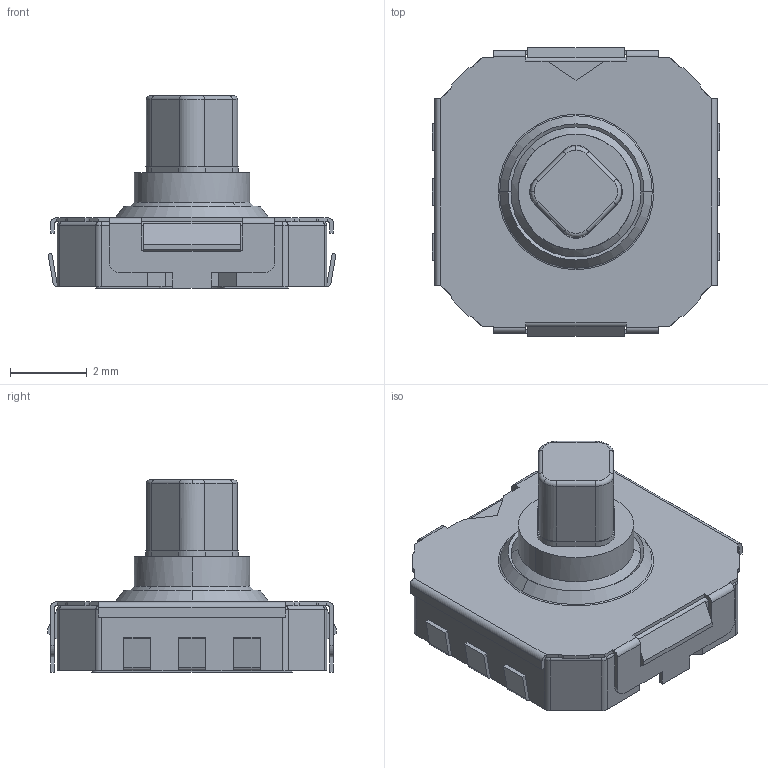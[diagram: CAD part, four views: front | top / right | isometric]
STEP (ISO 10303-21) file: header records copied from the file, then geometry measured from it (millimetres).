
FILE_DESCRIPTION (( 'STEP AP214' ), '1' );
FILE_NAME ('SKRHAA.STEP', '2023-01-05T08:43:16', ( '' ), ( '' ), 'SwSTEP 2.0', 'SolidWorks 2022', '' );
FILE_SCHEMA (( 'AUTOMOTIVE_DESIGN' ));
Length unit declared in the file: inch
Products named in the file (1): SKRHAA
Bounding box: 7.48 x 7.5 x 5 mm (x, y, z)
Volume: 102.1 mm3; surface area: 208.2 mm2
Topology: 1 solids, 1 shells, 244 faces, 689 edges, 443 vertices
Faces by surface type: plane 146, cylinder 74, torus 16, cone 6, sphere 2
Entity records: 9948 total; most frequent: CARTESIAN_POINT 1465, ORIENTED_EDGE 1378, DIRECTION 1354, EDGE_CURVE 689, LINE 498, VECTOR 498, VERTEX_POINT 443, AXIS2_PLACEMENT_3D 428
